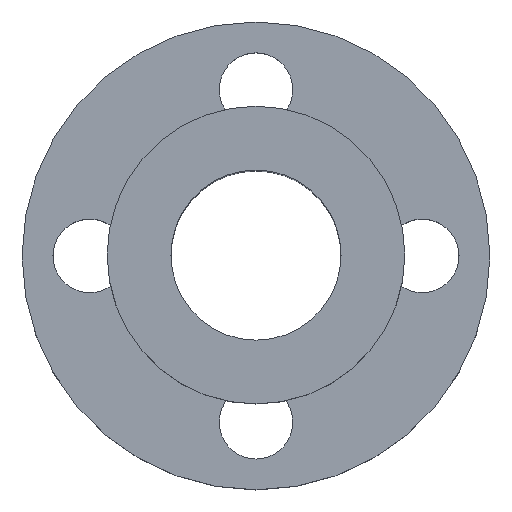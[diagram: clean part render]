
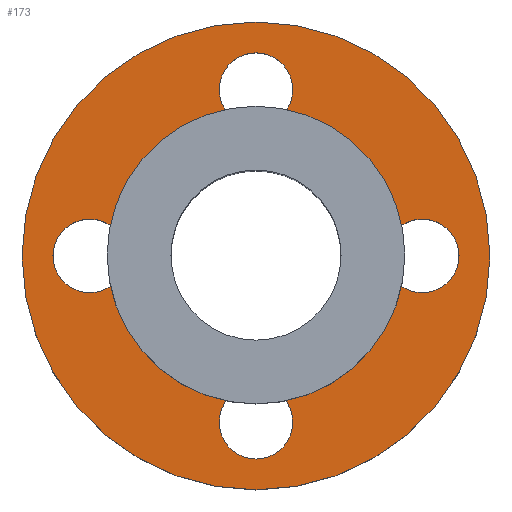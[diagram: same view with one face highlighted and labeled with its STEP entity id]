
A CAD part, top view. The second image highlights one B-rep face of the part: STEP entity #173.
In plain terms, the highlighted planar face has unit normal (0, 0, 1).
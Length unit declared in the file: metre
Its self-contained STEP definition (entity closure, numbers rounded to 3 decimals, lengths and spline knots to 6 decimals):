
#12=PLANE('',#208);
#26=ORIENTED_EDGE('',*,*,#57,.T.);
#27=ORIENTED_EDGE('',*,*,#58,.F.);
#28=ORIENTED_EDGE('',*,*,#55,.F.);
#29=ORIENTED_EDGE('',*,*,#53,.F.);
#30=ORIENTED_EDGE('',*,*,#51,.F.);
#31=ORIENTED_EDGE('',*,*,#49,.F.);
#49=EDGE_CURVE('',#65,#65,#81,.T.);
#51=EDGE_CURVE('',#67,#67,#83,.T.);
#53=EDGE_CURVE('',#69,#69,#85,.T.);
#55=EDGE_CURVE('',#71,#71,#87,.T.);
#57=EDGE_CURVE('',#73,#73,#89,.T.);
#58=EDGE_CURVE('',#74,#74,#90,.T.);
#65=VERTEX_POINT('',#284);
#67=VERTEX_POINT('',#289);
#69=VERTEX_POINT('',#294);
#71=VERTEX_POINT('',#299);
#73=VERTEX_POINT('',#304);
#74=VERTEX_POINT('',#307);
#81=CIRCLE('',#195,0.00173);
#83=CIRCLE('',#198,0.00173);
#85=CIRCLE('',#201,0.00173);
#87=CIRCLE('',#204,0.00173);
#89=CIRCLE('',#207,0.011);
#90=CIRCLE('',#209,0.005);
#106=EDGE_LOOP('',(#26));
#107=EDGE_LOOP('',(#27));
#108=EDGE_LOOP('',(#28));
#109=EDGE_LOOP('',(#29));
#110=EDGE_LOOP('',(#30));
#111=EDGE_LOOP('',(#31));
#138=FACE_BOUND('',#106,.T.);
#139=FACE_BOUND('',#107,.T.);
#140=FACE_BOUND('',#108,.T.);
#141=FACE_BOUND('',#109,.T.);
#142=FACE_BOUND('',#110,.T.);
#143=FACE_BOUND('',#111,.T.);
#173=ADVANCED_FACE('',(#138,#139,#140,#141,#142,#143),#12,.F.);
#195=AXIS2_PLACEMENT_3D('',#283,#227,#228);
#198=AXIS2_PLACEMENT_3D('',#288,#233,#234);
#201=AXIS2_PLACEMENT_3D('',#293,#239,#240);
#204=AXIS2_PLACEMENT_3D('',#298,#245,#246);
#207=AXIS2_PLACEMENT_3D('',#303,#251,#252);
#208=AXIS2_PLACEMENT_3D('',#305,#253,#254);
#209=AXIS2_PLACEMENT_3D('',#306,#255,#256);
#227=DIRECTION('',(0.,0.,1.));
#228=DIRECTION('',(1.,0.,0.));
#233=DIRECTION('',(0.,0.,1.));
#234=DIRECTION('',(1.,0.,0.));
#239=DIRECTION('',(0.,0.,1.));
#240=DIRECTION('',(1.,0.,0.));
#245=DIRECTION('',(0.,0.,1.));
#246=DIRECTION('',(1.,0.,0.));
#251=DIRECTION('',(0.,0.,1.));
#252=DIRECTION('',(1.,0.,0.));
#253=DIRECTION('',(0.,0.,-1.));
#254=DIRECTION('',(-1.,0.,0.));
#255=DIRECTION('',(0.,0.,1.));
#256=DIRECTION('',(1.,0.,0.));
#283=CARTESIAN_POINT('',(0.068,-0.03748,0.038));
#284=CARTESIAN_POINT('',(0.06973,-0.03748,0.038));
#288=CARTESIAN_POINT('',(0.06018,-0.0453,0.038));
#289=CARTESIAN_POINT('',(0.06191,-0.0453,0.038));
#293=CARTESIAN_POINT('',(0.068,-0.05312,0.038));
#294=CARTESIAN_POINT('',(0.06973,-0.05312,0.038));
#298=CARTESIAN_POINT('',(0.07582,-0.0453,0.038));
#299=CARTESIAN_POINT('',(0.07755,-0.0453,0.038));
#303=CARTESIAN_POINT('',(0.068,-0.0453,0.038));
#304=CARTESIAN_POINT('',(0.079,-0.0453,0.038));
#305=CARTESIAN_POINT('',(0.06,-0.0453,0.038));
#306=CARTESIAN_POINT('',(0.068,-0.0453,0.038));
#307=CARTESIAN_POINT('',(0.073,-0.0453,0.038));
